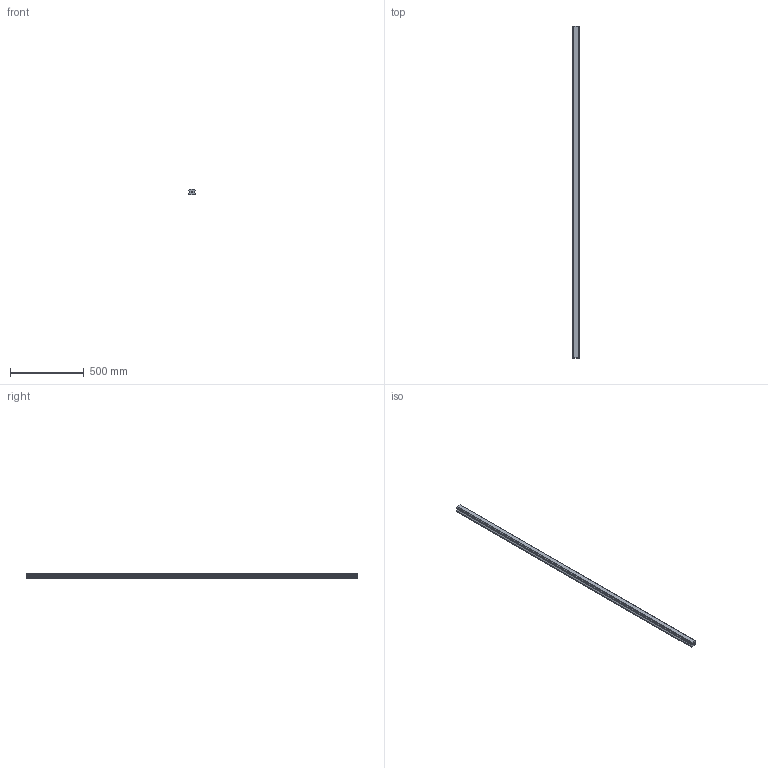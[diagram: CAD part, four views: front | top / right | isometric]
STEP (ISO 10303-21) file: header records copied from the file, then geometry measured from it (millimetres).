
FILE_DESCRIPTION(('STEP AP214'),'1');
FILE_NAME('cctmp_889E0966-25A7-405D-8B6C-74A15C00C816_2021_02_01_10_37_51_0755..stp','2021-02-01T09:37:51',('HIWIN GmbH'),('CADClick - www.CADClick.com'),'Spatial InterOp 3D',' ','unknown authorization');
FILE_SCHEMA(('AUTOMOTIVE_DESIGN'));
Length unit declared in the file: millimetre
Products named in the file (1): HGR45T2255C_FILE
Bounding box: 45 x 2255 x 38 mm (x, y, z)
Volume: 3156842.9 mm3; surface area: 409559.9 mm2
Topology: 1 solids, 1 shells, 185 faces, 493 edges, 292 vertices
Faces by surface type: plane 93, cylinder 48, cone 44
Entity records: 6867 total; most frequent: CARTESIAN_POINT 927, DIRECTION 917, ORIENTED_EDGE 898, EDGE_CURVE 449, LINE 353, VECTOR 353, VERTEX_POINT 292, AXIS2_PLACEMENT_3D 282
